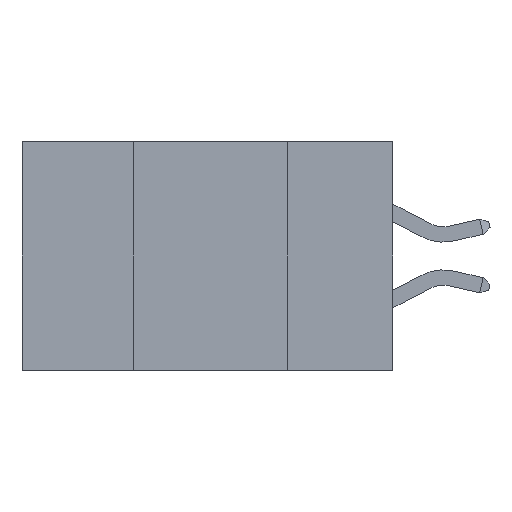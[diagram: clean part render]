
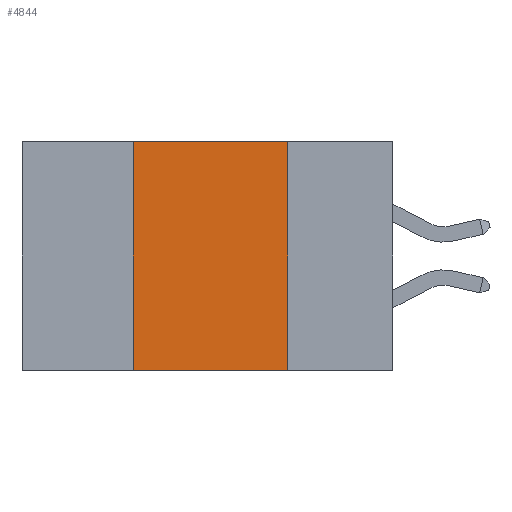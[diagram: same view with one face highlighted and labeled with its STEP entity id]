
A CAD part, left-side view. The second image highlights one B-rep face of the part: STEP entity #4844.
In plain terms, the highlighted planar face has unit normal (-1, 0, 0).
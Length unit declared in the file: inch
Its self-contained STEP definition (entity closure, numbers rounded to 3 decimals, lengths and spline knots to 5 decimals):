
#1908 = VECTOR ( 'NONE', #11542, 39.37008 ) ;
#2166 = CARTESIAN_POINT ( 'NONE',  ( 0., 0.6, -0.37 ) ) ;
#2851 = VERTEX_POINT ( 'NONE', #17430 ) ;
#2985 = DIRECTION ( 'NONE',  ( 0., -1., 0. ) ) ;
#3153 = VERTEX_POINT ( 'NONE', #8311 ) ;
#3179 = EDGE_CURVE ( 'NONE', #18052, #11564, #5555, .T. ) ;
#3456 = CARTESIAN_POINT ( 'NONE',  ( 0., 0.42, 0. ) ) ;
#3799 = ORIENTED_EDGE ( 'NONE', *, *, #3179, .F. ) ;
#4844 = ADVANCED_FACE ( 'NONE', ( #11792 ), #14717, .F. ) ;
#5280 = LINE ( 'NONE', #2166, #15651 ) ;
#5555 = LINE ( 'NONE', #15550, #18147 ) ;
#5614 = ORIENTED_EDGE ( 'NONE', *, *, #15769, .F. ) ;
#6145 = LINE ( 'NONE', #8998, #12621 ) ;
#6661 = DIRECTION ( 'NONE',  ( 0., -1., 0. ) ) ;
#6755 = CARTESIAN_POINT ( 'NONE',  ( 0., 0.17, 0. ) ) ;
#7373 = DIRECTION ( 'NONE',  ( 1., 0., 0. ) ) ;
#7494 = CARTESIAN_POINT ( 'NONE',  ( 0., 0.42, 0. ) ) ;
#7656 = EDGE_CURVE ( 'NONE', #3153, #2851, #5280, .T. ) ;
#8098 = EDGE_LOOP ( 'NONE', ( #5614, #3799, #10514, #15914 ) ) ;
#8311 = CARTESIAN_POINT ( 'NONE',  ( 0., 0.42, -0.37 ) ) ;
#8852 = EDGE_CURVE ( 'NONE', #3153, #18052, #17417, .T. ) ;
#8998 = CARTESIAN_POINT ( 'NONE',  ( 0., 0.17, 0. ) ) ;
#10130 = CARTESIAN_POINT ( 'NONE',  ( 0., 0.6, 0. ) ) ;
#10514 = ORIENTED_EDGE ( 'NONE', *, *, #8852, .F. ) ;
#11542 = DIRECTION ( 'NONE',  ( 0., 0., 1. ) ) ;
#11564 = VERTEX_POINT ( 'NONE', #6755 ) ;
#11697 = DIRECTION ( 'NONE',  ( 0., 0., -1. ) ) ;
#11760 = DIRECTION ( 'NONE',  ( 0., 0., -1. ) ) ;
#11792 = FACE_OUTER_BOUND ( 'NONE', #8098, .T. ) ;
#12621 = VECTOR ( 'NONE', #11760, 39.37008 ) ;
#13308 = AXIS2_PLACEMENT_3D ( 'NONE', #10130, #7373, #11697 ) ;
#14717 = PLANE ( 'NONE',  #13308 ) ;
#15550 = CARTESIAN_POINT ( 'NONE',  ( 0., 0.6, 0. ) ) ;
#15651 = VECTOR ( 'NONE', #6661, 39.37008 ) ;
#15769 = EDGE_CURVE ( 'NONE', #11564, #2851, #6145, .T. ) ;
#15914 = ORIENTED_EDGE ( 'NONE', *, *, #7656, .T. ) ;
#17417 = LINE ( 'NONE', #7494, #1908 ) ;
#17430 = CARTESIAN_POINT ( 'NONE',  ( 0., 0.17, -0.37 ) ) ;
#18052 = VERTEX_POINT ( 'NONE', #3456 ) ;
#18147 = VECTOR ( 'NONE', #2985, 39.37008 ) ;
